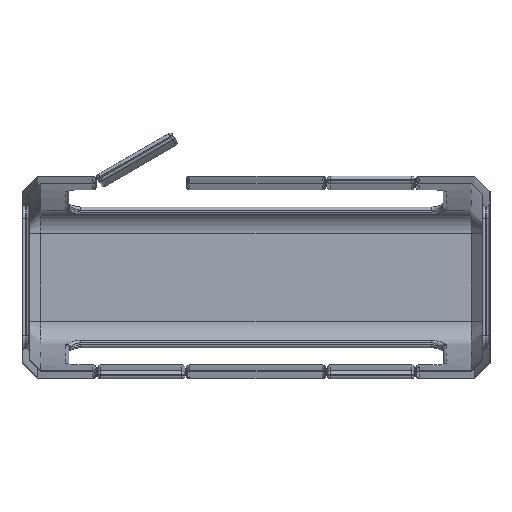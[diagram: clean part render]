
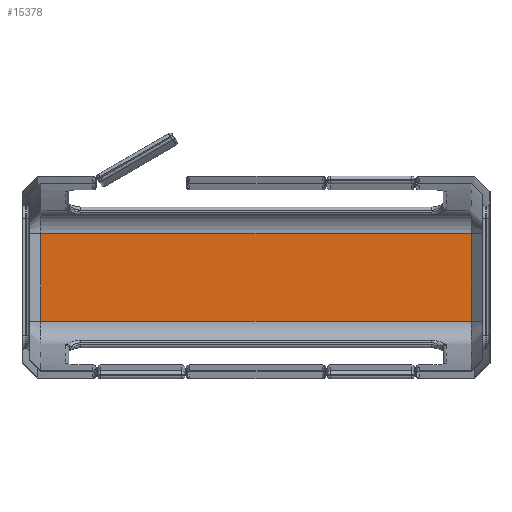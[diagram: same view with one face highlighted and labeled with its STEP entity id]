
A CAD part, front view. The second image highlights one B-rep face of the part: STEP entity #15378.
In plain terms, the highlighted planar face has unit normal (0, -1, 0).
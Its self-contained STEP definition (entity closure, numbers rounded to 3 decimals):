
#1742 = EDGE_CURVE ( 'NONE', #16863, #3960, #4209, .T. ) ;
#2767 = EDGE_LOOP ( 'NONE', ( #25620, #25867, #23281, #27482 ) ) ;
#3258 = CARTESIAN_POINT ( 'NONE',  ( 1379.289, 887.5, -281.676 ) ) ;
#3493 = LINE ( 'NONE', #27667, #32838 ) ;
#3960 = VERTEX_POINT ( 'NONE', #3258 ) ;
#4209 = LINE ( 'NONE', #15245, #33088 ) ;
#5362 = DIRECTION ( 'NONE',  ( 1., 0., 0. ) ) ;
#5425 = VECTOR ( 'NONE', #26981, 1000. ) ;
#6179 = CARTESIAN_POINT ( 'NONE',  ( -1379.289, 887.5, 281.676 ) ) ;
#7038 = DIRECTION ( 'NONE',  ( 0., 0., 1. ) ) ;
#7405 = CARTESIAN_POINT ( 'NONE',  ( -1500., 887.5, -281.676 ) ) ;
#7889 = LINE ( 'NONE', #18334, #32839 ) ;
#8422 = DIRECTION ( 'NONE',  ( 1., 0., 0. ) ) ;
#13414 = CARTESIAN_POINT ( 'NONE',  ( 1379.289, 887.5, 281.676 ) ) ;
#15245 = CARTESIAN_POINT ( 'NONE',  ( 1379.289, 887.5, 650. ) ) ;
#15378 = ADVANCED_FACE ( 'NONE', ( #32932 ), #35355, .T. ) ;
#16863 = VERTEX_POINT ( 'NONE', #13414 ) ;
#18334 = CARTESIAN_POINT ( 'NONE',  ( -1379.289, 887.5, 650. ) ) ;
#18609 = LINE ( 'NONE', #7405, #5425 ) ;
#20393 = AXIS2_PLACEMENT_3D ( 'NONE', #27025, #27634, #8422 ) ;
#21224 = VERTEX_POINT ( 'NONE', #6179 ) ;
#22571 = EDGE_CURVE ( 'NONE', #3960, #27532, #18609, .T. ) ;
#23212 = CARTESIAN_POINT ( 'NONE',  ( -1379.289, 887.5, -281.676 ) ) ;
#23281 = ORIENTED_EDGE ( 'NONE', *, *, #32400, .F. ) ;
#25620 = ORIENTED_EDGE ( 'NONE', *, *, #22571, .F. ) ;
#25867 = ORIENTED_EDGE ( 'NONE', *, *, #1742, .F. ) ;
#26981 = DIRECTION ( 'NONE',  ( -1., 0., 0. ) ) ;
#27025 = CARTESIAN_POINT ( 'NONE',  ( -1500., 887.5, 650. ) ) ;
#27482 = ORIENTED_EDGE ( 'NONE', *, *, #35188, .F. ) ;
#27532 = VERTEX_POINT ( 'NONE', #23212 ) ;
#27634 = DIRECTION ( 'NONE',  ( 0., -1., 0. ) ) ;
#27667 = CARTESIAN_POINT ( 'NONE',  ( -1500., 887.5, 281.676 ) ) ;
#29306 = DIRECTION ( 'NONE',  ( 0., 0., -1. ) ) ;
#32400 = EDGE_CURVE ( 'NONE', #21224, #16863, #3493, .T. ) ;
#32838 = VECTOR ( 'NONE', #5362, 1000. ) ;
#32839 = VECTOR ( 'NONE', #7038, 1000. ) ;
#32932 = FACE_OUTER_BOUND ( 'NONE', #2767, .T. ) ;
#33088 = VECTOR ( 'NONE', #29306, 1000. ) ;
#35188 = EDGE_CURVE ( 'NONE', #27532, #21224, #7889, .T. ) ;
#35355 = PLANE ( 'NONE',  #20393 ) ;
